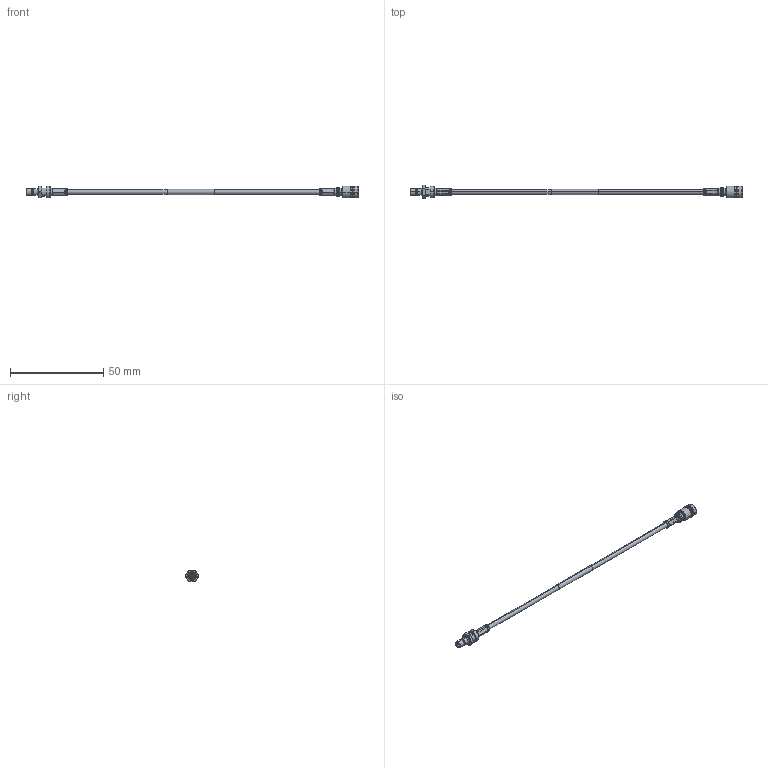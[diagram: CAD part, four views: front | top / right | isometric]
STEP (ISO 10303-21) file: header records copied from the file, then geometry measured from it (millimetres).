
FILE_DESCRIPTION (( 'STEP AP214' ), '1' );
FILE_NAME ('FMCA9861_3D.step', '2023-08-01T16:42:04', ( '' ), ( '' ), 'SwSTEP 2.0', 'SolidWorks 2022', '' );
FILE_SCHEMA (( 'AUTOMOTIVE_DESIGN' ));
Length unit declared in the file: inch
Products named in the file (4): FMCA9861_3D; Copy of Copy of PE45873^FMCA9861; Copy of RG316-BULK^FMCA9861; Copy of PE45875^FMCA9861
Assembly tree (3 placements, depth 2):
  FMCA9861_3D
    Copy of RG316-BULK^FMCA9861
    Copy of PE45875^FMCA9861
    Copy of Copy of PE45873^FMCA9861
Bounding box: 177.75 x 7.33 x 6.35 mm (x, y, z)
Volume: 1353.8 mm3; surface area: 2605 mm2
Topology: 3 solids, 3 shells, 373 faces, 853 edges, 514 vertices
Faces by surface type: cylinder 128, cone 107, plane 104, torus 18, bspline 16
Entity records: 11499 total; most frequent: CARTESIAN_POINT 3006, DIRECTION 1783, ORIENTED_EDGE 1706, EDGE_CURVE 853, AXIS2_PLACEMENT_3D 737, VERTEX_POINT 514, EDGE_LOOP 403, CIRCLE 374
